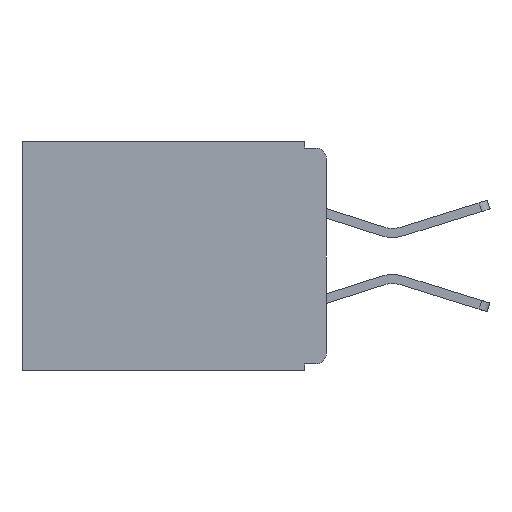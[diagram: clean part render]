
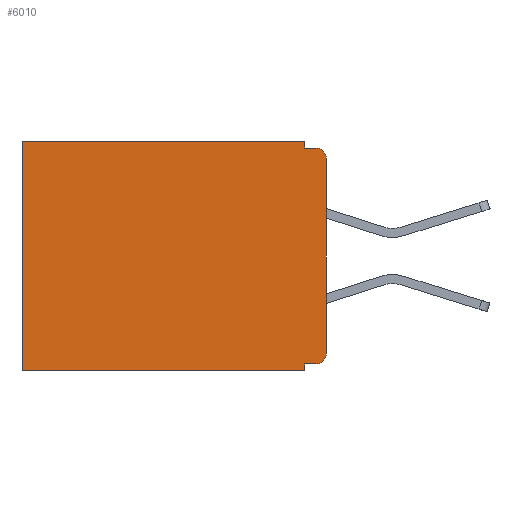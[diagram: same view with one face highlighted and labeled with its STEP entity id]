
A CAD part, left-side view. The second image highlights one B-rep face of the part: STEP entity #6010.
In plain terms, the highlighted planar face has unit normal (-1, 0, 0).
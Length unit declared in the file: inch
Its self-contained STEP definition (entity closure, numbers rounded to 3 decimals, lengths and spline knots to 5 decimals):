
#49 = CARTESIAN_POINT ( 'NONE',  ( 0.3, 0., -0.33 ) ) ;
#1282 = DIRECTION ( 'NONE',  ( 0., 1., 0. ) ) ;
#1373 = DIRECTION ( 'NONE',  ( 0., 0., -1. ) ) ;
#1416 = ORIENTED_EDGE ( 'NONE', *, *, #19434, .F. ) ;
#1704 = DIRECTION ( 'NONE',  ( 0., 0., -1. ) ) ;
#1932 = CARTESIAN_POINT ( 'NONE',  ( 0.3, 0.031, -0.33 ) ) ;
#2167 = ORIENTED_EDGE ( 'NONE', *, *, #10582, .F. ) ;
#2305 = CARTESIAN_POINT ( 'NONE',  ( 0.3, 0., -0.32 ) ) ;
#2652 = EDGE_CURVE ( 'NONE', #19447, #5447, #13091, .T. ) ;
#2988 = VERTEX_POINT ( 'NONE', #9183 ) ;
#3043 = LINE ( 'NONE', #15110, #15209 ) ;
#3067 = EDGE_CURVE ( 'NONE', #19447, #22013, #12346, .T. ) ;
#3105 = CARTESIAN_POINT ( 'NONE',  ( 0.3, 0.031, -0.33 ) ) ;
#3376 = EDGE_CURVE ( 'NONE', #9460, #2988, #26956, .T. ) ;
#3842 = CARTESIAN_POINT ( 'NONE',  ( 0.3, 0.437, 0. ) ) ;
#4534 = CARTESIAN_POINT ( 'NONE',  ( 0.3, 0., -0.305 ) ) ;
#4853 = VECTOR ( 'NONE', #11056, 39.37008 ) ;
#5019 = FACE_OUTER_BOUND ( 'NONE', #9735, .T. ) ;
#5447 = VERTEX_POINT ( 'NONE', #4534 ) ;
#5596 = LINE ( 'NONE', #26626, #4853 ) ;
#5638 = CARTESIAN_POINT ( 'NONE',  ( 0.3, 0.015, -0.32 ) ) ;
#6010 = ADVANCED_FACE ( 'NONE', ( #5019 ), #7086, .F. ) ;
#6795 = DIRECTION ( 'NONE',  ( 0., 0., -1. ) ) ;
#7011 = DIRECTION ( 'NONE',  ( 1., 0., 0. ) ) ;
#7086 = PLANE ( 'NONE',  #27952 ) ;
#8679 = DIRECTION ( 'NONE',  ( -1., 0., 0. ) ) ;
#8946 = LINE ( 'NONE', #18942, #14238 ) ;
#9183 = CARTESIAN_POINT ( 'NONE',  ( 0.3, 0.031, -0.32 ) ) ;
#9460 = VERTEX_POINT ( 'NONE', #5638 ) ;
#9634 = DIRECTION ( 'NONE',  ( 0., 0., -1. ) ) ;
#9735 = EDGE_LOOP ( 'NONE', ( #15394, #17520, #1416, #2167, #13278, #27841, #19011, #17196, #21403, #16849 ) ) ;
#10582 = EDGE_CURVE ( 'NONE', #15109, #18925, #3043, .T. ) ;
#10737 = EDGE_CURVE ( 'NONE', #18496, #17394, #5596, .T. ) ;
#11056 = DIRECTION ( 'NONE',  ( 0., 1., 0. ) ) ;
#11270 = CARTESIAN_POINT ( 'NONE',  ( 0.3, 0., -0.33 ) ) ;
#11440 = VECTOR ( 'NONE', #25580, 39.37008 ) ;
#12212 = CARTESIAN_POINT ( 'NONE',  ( 0.3, 0., -0.025 ) ) ;
#12346 = CIRCLE ( 'NONE', #13221, 0.015 ) ;
#13091 = LINE ( 'NONE', #11270, #22208 ) ;
#13130 = CARTESIAN_POINT ( 'NONE',  ( 0.3, 0.437, -0.33 ) ) ;
#13221 = AXIS2_PLACEMENT_3D ( 'NONE', #27519, #15565, #24987 ) ;
#13278 = ORIENTED_EDGE ( 'NONE', *, *, #25161, .T. ) ;
#14238 = VECTOR ( 'NONE', #21168, 39.37008 ) ;
#15109 = VERTEX_POINT ( 'NONE', #16797 ) ;
#15110 = CARTESIAN_POINT ( 'NONE',  ( 0.3, 0.031, 0. ) ) ;
#15209 = VECTOR ( 'NONE', #1373, 39.37008 ) ;
#15394 = ORIENTED_EDGE ( 'NONE', *, *, #2652, .F. ) ;
#15565 = DIRECTION ( 'NONE',  ( -1., 0., 0. ) ) ;
#16351 = CIRCLE ( 'NONE', #24398, 0.015 ) ;
#16797 = CARTESIAN_POINT ( 'NONE',  ( 0.3, 0.031, 0. ) ) ;
#16849 = ORIENTED_EDGE ( 'NONE', *, *, #22891, .T. ) ;
#17196 = ORIENTED_EDGE ( 'NONE', *, *, #22643, .F. ) ;
#17394 = VERTEX_POINT ( 'NONE', #23676 ) ;
#17520 = ORIENTED_EDGE ( 'NONE', *, *, #3067, .T. ) ;
#18496 = VERTEX_POINT ( 'NONE', #1932 ) ;
#18925 = VERTEX_POINT ( 'NONE', #21690 ) ;
#18942 = CARTESIAN_POINT ( 'NONE',  ( 0.3, 0., -0.01 ) ) ;
#18976 = VECTOR ( 'NONE', #1704, 39.37008 ) ;
#19011 = ORIENTED_EDGE ( 'NONE', *, *, #10737, .F. ) ;
#19015 = VERTEX_POINT ( 'NONE', #3842 ) ;
#19434 = EDGE_CURVE ( 'NONE', #18925, #22013, #8946, .T. ) ;
#19447 = VERTEX_POINT ( 'NONE', #12212 ) ;
#19789 = VECTOR ( 'NONE', #28610, 39.37008 ) ;
#20474 = LINE ( 'NONE', #26451, #19789 ) ;
#20873 = EDGE_CURVE ( 'NONE', #19015, #17394, #24138, .T. ) ;
#21133 = VECTOR ( 'NONE', #1282, 39.37008 ) ;
#21168 = DIRECTION ( 'NONE',  ( 0., -1., 0. ) ) ;
#21403 = ORIENTED_EDGE ( 'NONE', *, *, #3376, .F. ) ;
#21690 = CARTESIAN_POINT ( 'NONE',  ( 0.3, 0.031, -0.01 ) ) ;
#22013 = VERTEX_POINT ( 'NONE', #27870 ) ;
#22135 = CARTESIAN_POINT ( 'NONE',  ( 0.3, 0.015, -0.305 ) ) ;
#22208 = VECTOR ( 'NONE', #9634, 39.37008 ) ;
#22643 = EDGE_CURVE ( 'NONE', #2988, #18496, #23317, .T. ) ;
#22891 = EDGE_CURVE ( 'NONE', #9460, #5447, #16351, .T. ) ;
#23317 = LINE ( 'NONE', #3105, #11440 ) ;
#23676 = CARTESIAN_POINT ( 'NONE',  ( 0.3, 0.437, -0.33 ) ) ;
#24138 = LINE ( 'NONE', #13130, #18976 ) ;
#24346 = DIRECTION ( 'NONE',  ( 0., 0., -1. ) ) ;
#24398 = AXIS2_PLACEMENT_3D ( 'NONE', #22135, #8679, #24346 ) ;
#24987 = DIRECTION ( 'NONE',  ( 0., 0., -1. ) ) ;
#25161 = EDGE_CURVE ( 'NONE', #15109, #19015, #20474, .T. ) ;
#25580 = DIRECTION ( 'NONE',  ( 0., 0., -1. ) ) ;
#26451 = CARTESIAN_POINT ( 'NONE',  ( 0.3, 0., 0. ) ) ;
#26626 = CARTESIAN_POINT ( 'NONE',  ( 0.3, 0., -0.33 ) ) ;
#26956 = LINE ( 'NONE', #2305, #21133 ) ;
#27519 = CARTESIAN_POINT ( 'NONE',  ( 0.3, 0.015, -0.025 ) ) ;
#27841 = ORIENTED_EDGE ( 'NONE', *, *, #20873, .T. ) ;
#27870 = CARTESIAN_POINT ( 'NONE',  ( 0.3, 0.015, -0.01 ) ) ;
#27952 = AXIS2_PLACEMENT_3D ( 'NONE', #49, #7011, #6795 ) ;
#28610 = DIRECTION ( 'NONE',  ( 0., 1., 0. ) ) ;
